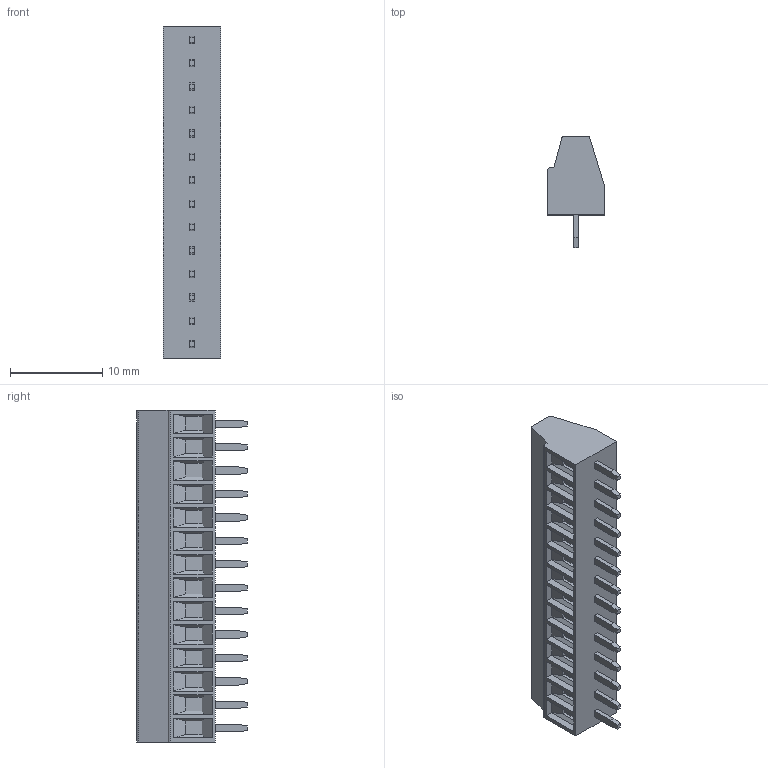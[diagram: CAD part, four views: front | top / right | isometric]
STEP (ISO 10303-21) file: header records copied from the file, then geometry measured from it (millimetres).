
FILE_DESCRIPTION((''),'2;1');
FILE_NAME('PRT0008','2024-08-24T10:14:18',('tluser'),(''),'CREO PARAMETRIC BY PTC INC, 2018100','CREO PARAMETRIC BY PTC INC, 2018100','');
FILE_SCHEMA(('AUTOMOTIVE_DESIGN { 1 0 10303 214 1 1 1 1 }'));
Length unit declared in the file: millimetre
Products named in the file (1): PRT0008
Bounding box: 6.2 x 12 x 36.02 mm (x, y, z)
Volume: 1438.4 mm3; surface area: 1471.5 mm2
Topology: 1 solids, 1 shells, 377 faces, 915 edges, 582 vertices
Faces by surface type: plane 345, cylinder 32
Entity records: 10911 total; most frequent: CARTESIAN_POINT 1885, ORIENTED_EDGE 1830, DIRECTION 1802, EDGE_CURVE 915, VECTOR 795, LINE 795, VERTEX_POINT 582, AXIS2_PLACEMENT_3D 502
